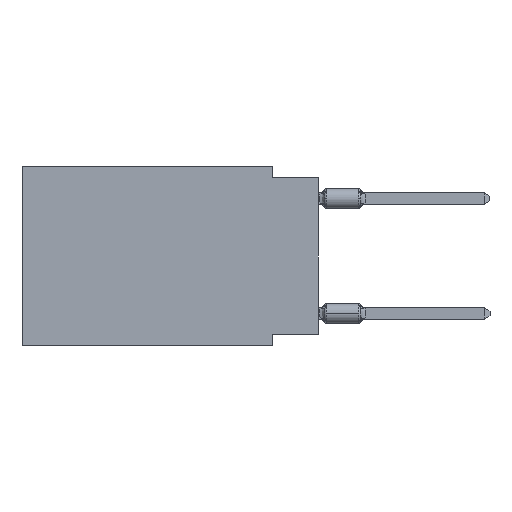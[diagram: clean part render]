
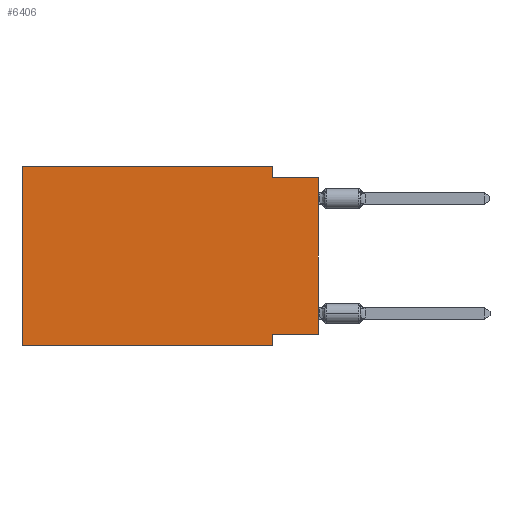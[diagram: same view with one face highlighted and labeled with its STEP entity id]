
A CAD part, left-side view. The second image highlights one B-rep face of the part: STEP entity #6406.
In plain terms, the highlighted planar face has unit normal (-1, 0, 0).
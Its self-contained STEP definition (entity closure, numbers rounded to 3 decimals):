
#10 = CARTESIAN_POINT ( 'NONE',  ( 0., 2.54, -9.906 ) ) ;
#126 = ORIENTED_EDGE ( 'NONE', *, *, #2316, .F. ) ;
#514 = DIRECTION ( 'NONE',  ( 0., 0., -1. ) ) ;
#721 = DIRECTION ( 'NONE',  ( 0., 0., -1. ) ) ;
#730 = CARTESIAN_POINT ( 'NONE',  ( 0., 0., -9.271 ) ) ;
#988 = DIRECTION ( 'NONE',  ( 0., 0., 1. ) ) ;
#1221 = EDGE_CURVE ( 'NONE', #16819, #15668, #9068, .T. ) ;
#1364 = CARTESIAN_POINT ( 'NONE',  ( 0., 16.383, 0. ) ) ;
#1525 = DIRECTION ( 'NONE',  ( 0., -1., 0. ) ) ;
#1967 = VECTOR ( 'NONE', #12464, 1000. ) ;
#2316 = EDGE_CURVE ( 'NONE', #18871, #19542, #5099, .T. ) ;
#2384 = CARTESIAN_POINT ( 'NONE',  ( 0., 16.383, 0. ) ) ;
#2576 = CARTESIAN_POINT ( 'NONE',  ( 0., 16.383, -9.906 ) ) ;
#2660 = PLANE ( 'NONE',  #18403 ) ;
#2908 = VECTOR ( 'NONE', #721, 1000. ) ;
#2960 = CARTESIAN_POINT ( 'NONE',  ( 0., 0., -0.635 ) ) ;
#4233 = VERTEX_POINT ( 'NONE', #10783 ) ;
#4289 = CARTESIAN_POINT ( 'NONE',  ( 0., 0., -9.271 ) ) ;
#5099 = LINE ( 'NONE', #9518, #15998 ) ;
#5988 = LINE ( 'NONE', #12006, #9076 ) ;
#6050 = EDGE_CURVE ( 'NONE', #4233, #18871, #12564, .T. ) ;
#6358 = ORIENTED_EDGE ( 'NONE', *, *, #6905, .T. ) ;
#6406 = ADVANCED_FACE ( 'NONE', ( #17801 ), #2660, .F. ) ;
#6505 = VECTOR ( 'NONE', #10120, 1000. ) ;
#6590 = EDGE_LOOP ( 'NONE', ( #6732, #17543, #126, #18233, #10557, #6358, #6889, #8130 ) ) ;
#6732 = ORIENTED_EDGE ( 'NONE', *, *, #1221, .T. ) ;
#6785 = EDGE_CURVE ( 'NONE', #19542, #15668, #8707, .T. ) ;
#6889 = ORIENTED_EDGE ( 'NONE', *, *, #11273, .F. ) ;
#6905 = EDGE_CURVE ( 'NONE', #7622, #18828, #5988, .T. ) ;
#6953 = VECTOR ( 'NONE', #13028, 1000. ) ;
#7622 = VERTEX_POINT ( 'NONE', #2576 ) ;
#7643 = EDGE_CURVE ( 'NONE', #16819, #18568, #18089, .T. ) ;
#8130 = ORIENTED_EDGE ( 'NONE', *, *, #7643, .F. ) ;
#8477 = CARTESIAN_POINT ( 'NONE',  ( 0., 2.54, -0.635 ) ) ;
#8707 = LINE ( 'NONE', #13338, #6505 ) ;
#8787 = CARTESIAN_POINT ( 'NONE',  ( 0., 16.383, 0. ) ) ;
#8928 = DIRECTION ( 'NONE',  ( 0., 1., 0. ) ) ;
#9068 = LINE ( 'NONE', #19750, #12403 ) ;
#9076 = VECTOR ( 'NONE', #1525, 1000. ) ;
#9518 = CARTESIAN_POINT ( 'NONE',  ( 0., 2.54, 0. ) ) ;
#9917 = LINE ( 'NONE', #8787, #6953 ) ;
#10120 = DIRECTION ( 'NONE',  ( 0., -1., 0. ) ) ;
#10557 = ORIENTED_EDGE ( 'NONE', *, *, #12916, .F. ) ;
#10783 = CARTESIAN_POINT ( 'NONE',  ( 0., 16.383, 0. ) ) ;
#11273 = EDGE_CURVE ( 'NONE', #18568, #18828, #11440, .T. ) ;
#11275 = VECTOR ( 'NONE', #8928, 1000. ) ;
#11440 = LINE ( 'NONE', #19099, #2908 ) ;
#11933 = DIRECTION ( 'NONE',  ( 1., 0., 0. ) ) ;
#12006 = CARTESIAN_POINT ( 'NONE',  ( 0., 16.383, -9.906 ) ) ;
#12403 = VECTOR ( 'NONE', #988, 1000. ) ;
#12464 = DIRECTION ( 'NONE',  ( 0., -1., 0. ) ) ;
#12564 = LINE ( 'NONE', #1364, #1967 ) ;
#12916 = EDGE_CURVE ( 'NONE', #7622, #4233, #9917, .T. ) ;
#13028 = DIRECTION ( 'NONE',  ( 0., 0., 1. ) ) ;
#13338 = CARTESIAN_POINT ( 'NONE',  ( 0., 0., -0.635 ) ) ;
#15668 = VERTEX_POINT ( 'NONE', #2960 ) ;
#15998 = VECTOR ( 'NONE', #514, 1000. ) ;
#16588 = DIRECTION ( 'NONE',  ( 0., 0., -1. ) ) ;
#16819 = VERTEX_POINT ( 'NONE', #730 ) ;
#16881 = CARTESIAN_POINT ( 'NONE',  ( 0., 2.54, 0. ) ) ;
#17543 = ORIENTED_EDGE ( 'NONE', *, *, #6785, .F. ) ;
#17606 = CARTESIAN_POINT ( 'NONE',  ( 0., 2.54, -9.271 ) ) ;
#17801 = FACE_OUTER_BOUND ( 'NONE', #6590, .T. ) ;
#18089 = LINE ( 'NONE', #4289, #11275 ) ;
#18233 = ORIENTED_EDGE ( 'NONE', *, *, #6050, .F. ) ;
#18403 = AXIS2_PLACEMENT_3D ( 'NONE', #2384, #11933, #16588 ) ;
#18568 = VERTEX_POINT ( 'NONE', #17606 ) ;
#18828 = VERTEX_POINT ( 'NONE', #10 ) ;
#18871 = VERTEX_POINT ( 'NONE', #16881 ) ;
#19099 = CARTESIAN_POINT ( 'NONE',  ( 0., 2.54, -9.906 ) ) ;
#19542 = VERTEX_POINT ( 'NONE', #8477 ) ;
#19750 = CARTESIAN_POINT ( 'NONE',  ( 0., 0., 0. ) ) ;
